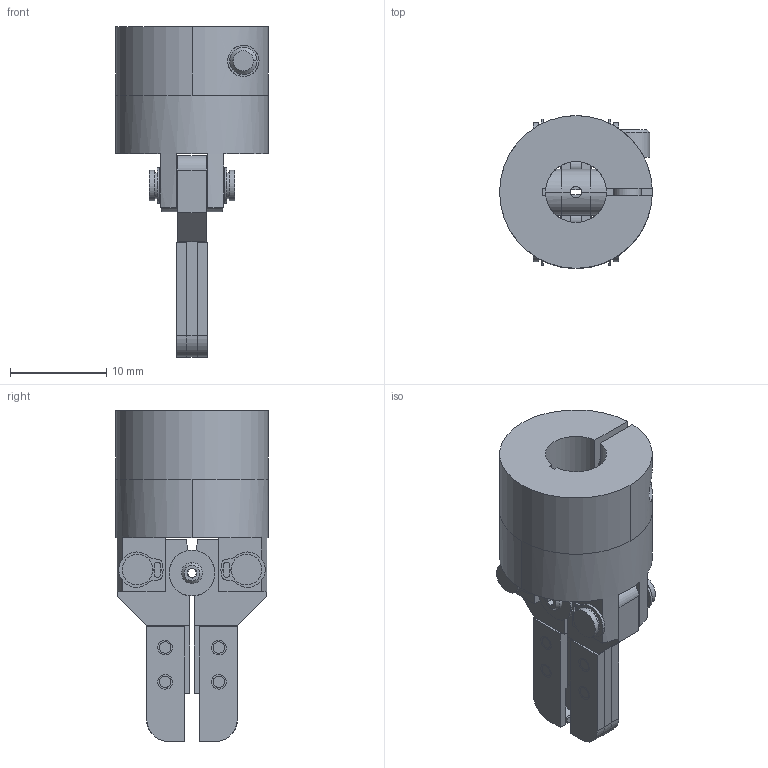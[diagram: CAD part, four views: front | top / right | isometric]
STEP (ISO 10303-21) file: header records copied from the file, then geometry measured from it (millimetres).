
FILE_DESCRIPTION (( 'STEP AP214' ), '1' );
FILE_NAME ('950813NW-12, POE DUAL JAW ASSY.STEP', '2020-10-01T22:37:02', ( '' ), ( '' ), 'SwSTEP 2.0', 'SolidWorks 2010', '' );
FILE_SCHEMA (( 'AUTOMOTIVE_DESIGN' ));
Length unit declared in the file: inch
Products named in the file (1): 950813NW-12, POE DUAL JAW ASSY
Bounding box: 15.88 x 15.88 x 34.39 mm (x, y, z)
Surface area: 3582.9 mm2 (no closed solid volume)
Topology: 0 solids, 27 shells, 366 faces, 1022 edges, 693 vertices
Faces by surface type: plane 229, cylinder 119, cone 18
Entity records: 16687 total; most frequent: CARTESIAN_POINT 2237, DIRECTION 2100, ORIENTED_EDGE 1848, EDGE_CURVE 1020, AXIS2_PLACEMENT_3D 724, VERTEX_POINT 693, LINE 652, VECTOR 652
